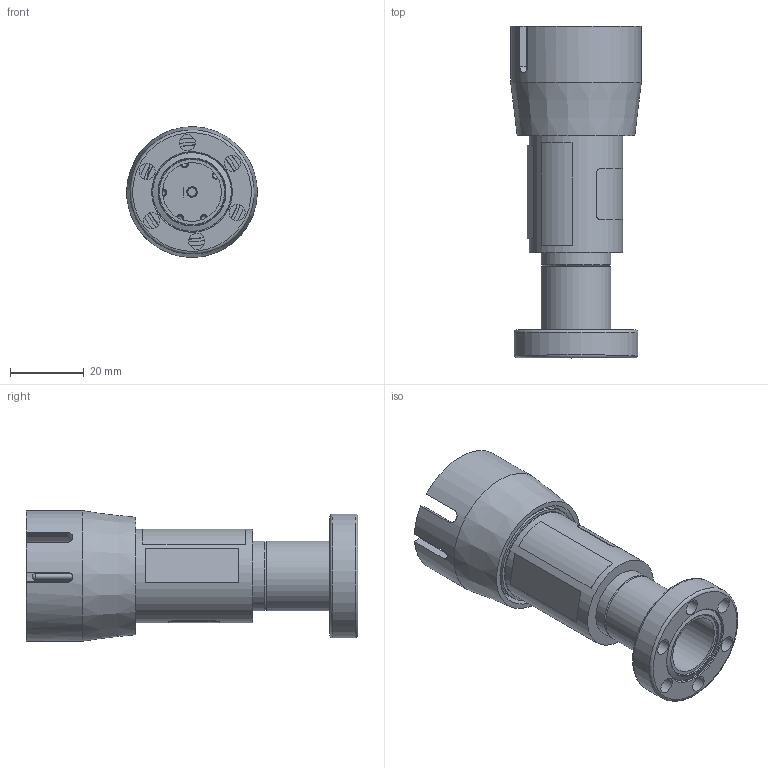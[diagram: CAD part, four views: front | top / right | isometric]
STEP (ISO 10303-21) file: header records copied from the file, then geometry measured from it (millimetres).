
FILE_DESCRIPTION (( 'STEP AP214' ), '1' );
FILE_NAME ('399-764 16CF.STEP', '2018-02-06T21:28:40', ( '' ), ( '' ), 'SwSTEP 2.0', 'SolidWorks 2013', '' );
FILE_SCHEMA (( 'AUTOMOTIVE_DESIGN' ));
Length unit declared in the file: inch
Products named in the file (1): 399-764 16CF
Bounding box: 35.55 x 90.25 x 35.54 mm (x, y, z)
Surface area: 17216.1 mm2 (no closed solid volume)
Topology: 0 solids, 16 shells, 120 faces, 341 edges, 224 vertices
Faces by surface type: cylinder 46, plane 38, torus 14, bspline 10, cone 7, sphere 5
Full cylindrical faces by diameter (mm): 1.575 x5, 2.057 x3, 2.845 x1, 4.369 x6, 16.002 x1, 18.263 x1, 19.05 x2, 21.412 x1, 25.4 x2, 27.178 x1, 29.337 x1, 31.242 x1, 33.782 x1, 35.56 x1
Entity records: 5351 total; most frequent: CARTESIAN_POINT 1050, DIRECTION 575, ORIENTED_EDGE 434, EDGE_CURVE 269, AXIS2_PLACEMENT_3D 243, VERTEX_POINT 200, EDGE_LOOP 188, FACE_OUTER_BOUND 153
